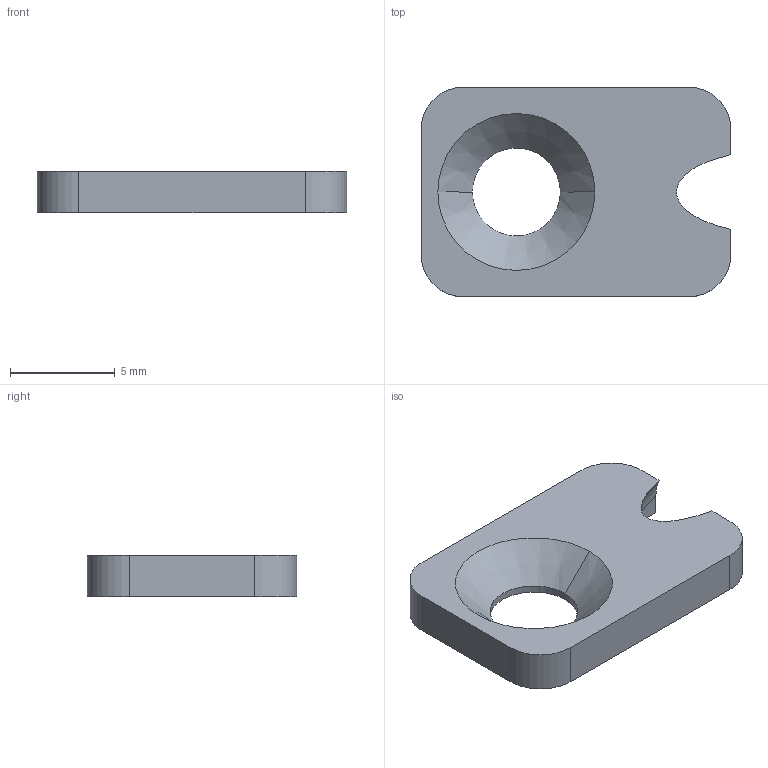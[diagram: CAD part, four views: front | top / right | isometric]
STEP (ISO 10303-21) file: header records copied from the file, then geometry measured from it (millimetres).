
FILE_DESCRIPTION (( 'STEP AP214' ), '1' );
FILE_NAME ('Pince.STEP', '2023-10-04T12:35:56', ( '' ), ( '' ), 'SwSTEP 2.0', 'SolidWorks 2022', '' );
FILE_SCHEMA (( 'AUTOMOTIVE_DESIGN' ));
Length unit declared in the file: millimetre
Products named in the file (1): Pince
Bounding box: 14.8 x 10 x 2 mm (x, y, z)
Volume: 208.9 mm3; surface area: 362.7 mm2
Topology: 1 solids, 1 shells, 18 faces, 46 edges, 30 vertices
Faces by surface type: plane 9, cylinder 7, cone 2
Entity records: 586 total; most frequent: CARTESIAN_POINT 107, DIRECTION 94, ORIENTED_EDGE 92, EDGE_CURVE 46, AXIS2_PLACEMENT_3D 33, VERTEX_POINT 30, LINE 28, VECTOR 28
